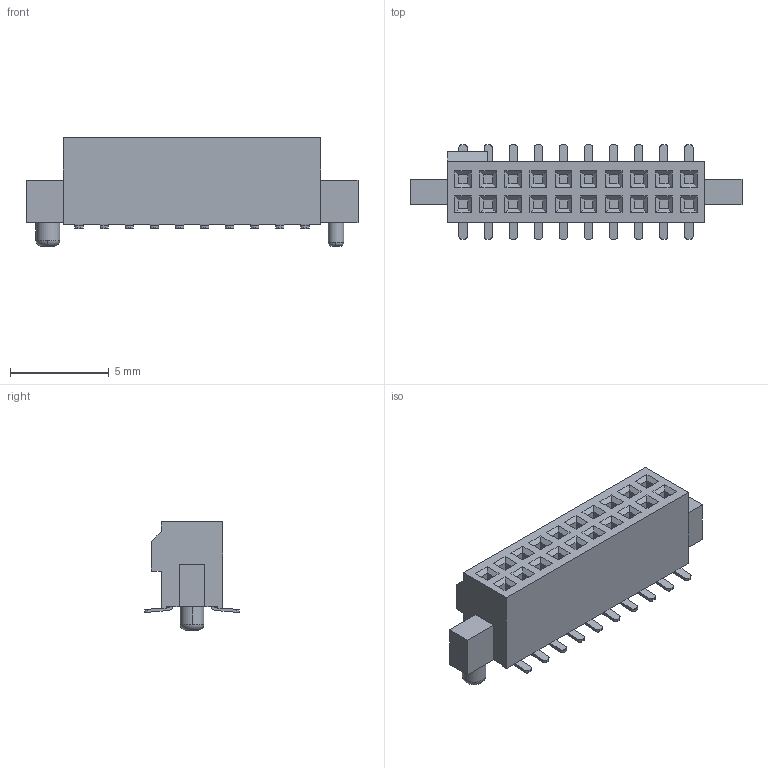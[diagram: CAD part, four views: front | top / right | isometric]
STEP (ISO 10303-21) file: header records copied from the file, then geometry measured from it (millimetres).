
FILE_DESCRIPTION((''),'2;1');
FILE_NAME('HARWIN_M50-4301045.stp','2014-11-25T16:37:28',(''),(''),'Mechanical Desktop 2011','Mechanical Desktop 2011',', , ');
FILE_SCHEMA(('AUTOMOTIVE_DESIGN { 1 2 10303 214 1 1 1 1 }'));
Length unit declared in the file: millimetre
Products named in the file (1): Product
Bounding box: 16.8 x 4.8 x 5.5 mm (x, y, z)
Volume: 186.7 mm3; surface area: 419.6 mm2
Topology: 22 solids, 22 shells, 408 faces, 1062 edges, 682 vertices
Faces by surface type: plane 250, bspline 112, cylinder 44, torus 2
Entity records: 13083 total; most frequent: CARTESIAN_POINT 3203, ORIENTED_EDGE 2124, DIRECTION 1838, EDGE_CURVE 1062, VECTOR 880, LINE 880, VERTEX_POINT 682, AXIS2_PLACEMENT_3D 479
